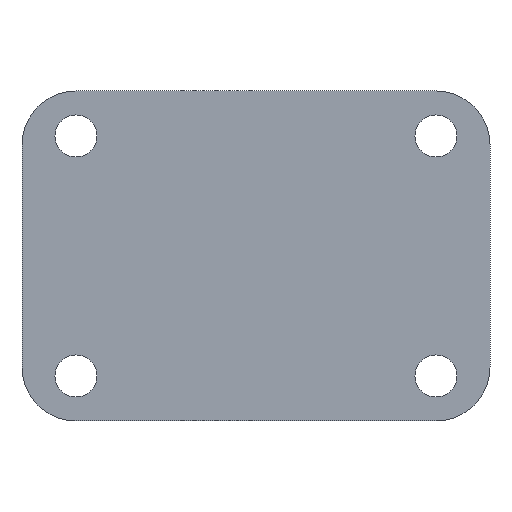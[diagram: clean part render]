
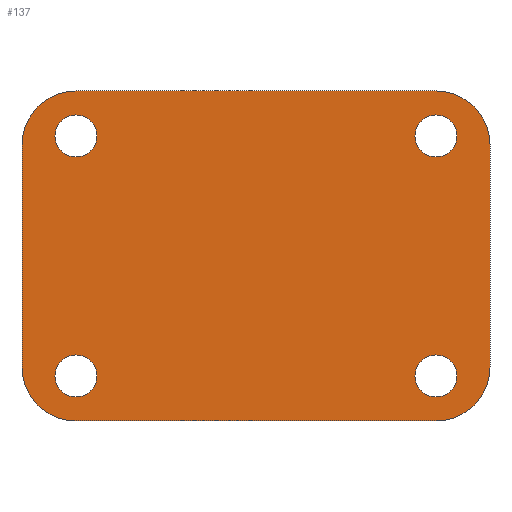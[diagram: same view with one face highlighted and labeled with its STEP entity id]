
A CAD part, front view. The second image highlights one B-rep face of the part: STEP entity #137.
In plain terms, the highlighted planar face has unit normal (0, -1, 0).
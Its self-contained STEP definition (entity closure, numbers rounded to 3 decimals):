
#137 = ADVANCED_FACE( '', ( #322, #323, #324, #325, #326 ), #327, .F. );
#322 = FACE_BOUND( '', #571, .T. );
#323 = FACE_BOUND( '', #572, .T. );
#324 = FACE_BOUND( '', #573, .T. );
#325 = FACE_BOUND( '', #574, .T. );
#326 = FACE_OUTER_BOUND( '', #575, .T. );
#327 = PLANE( '', #576 );
#571 = EDGE_LOOP( '', ( #921 ) );
#572 = EDGE_LOOP( '', ( #922 ) );
#573 = EDGE_LOOP( '', ( #923 ) );
#574 = EDGE_LOOP( '', ( #924 ) );
#575 = EDGE_LOOP( '', ( #925, #926, #927, #928, #929, #930, #931, #932 ) );
#576 = AXIS2_PLACEMENT_3D( '', #933, #934, #935 );
#921 = ORIENTED_EDGE( '', *, *, #1445, .T. );
#922 = ORIENTED_EDGE( '', *, *, #1388, .T. );
#923 = ORIENTED_EDGE( '', *, *, #1385, .T. );
#924 = ORIENTED_EDGE( '', *, *, #1451, .T. );
#925 = ORIENTED_EDGE( '', *, *, #1428, .F. );
#926 = ORIENTED_EDGE( '', *, *, #1452, .F. );
#927 = ORIENTED_EDGE( '', *, *, #1453, .F. );
#928 = ORIENTED_EDGE( '', *, *, #1454, .F. );
#929 = ORIENTED_EDGE( '', *, *, #1379, .F. );
#930 = ORIENTED_EDGE( '', *, *, #1455, .F. );
#931 = ORIENTED_EDGE( '', *, *, #1374, .F. );
#932 = ORIENTED_EDGE( '', *, *, #1456, .F. );
#933 = CARTESIAN_POINT( '', ( -30., 0., 18.5 ) );
#934 = DIRECTION( '', ( 0., 1., 0. ) );
#935 = DIRECTION( '', ( 0., 0., 1. ) );
#1374 = EDGE_CURVE( '', #1624, #1625, #1626, .T. );
#1379 = EDGE_CURVE( '', #1633, #1634, #1635, .T. );
#1385 = EDGE_CURVE( '', #1644, #1644, #1645, .T. );
#1388 = EDGE_CURVE( '', #1649, #1649, #1650, .T. );
#1428 = EDGE_CURVE( '', #1716, #1717, #1718, .T. );
#1445 = EDGE_CURVE( '', #1744, #1744, #1745, .T. );
#1451 = EDGE_CURVE( '', #1753, #1753, #1754, .T. );
#1452 = EDGE_CURVE( '', #1755, #1716, #1756, .T. );
#1453 = EDGE_CURVE( '', #1757, #1755, #1758, .T. );
#1454 = EDGE_CURVE( '', #1634, #1757, #1759, .T. );
#1455 = EDGE_CURVE( '', #1625, #1633, #1760, .T. );
#1456 = EDGE_CURVE( '', #1717, #1624, #1761, .T. );
#1624 = VERTEX_POINT( '', #2019 );
#1625 = VERTEX_POINT( '', #2020 );
#1626 = LINE( '', #2021, #2022 );
#1633 = VERTEX_POINT( '', #2032 );
#1634 = VERTEX_POINT( '', #2033 );
#1635 = LINE( '', #2034, #2035 );
#1644 = VERTEX_POINT( '', #2047 );
#1645 = CIRCLE( '', #2048, 3.5 );
#1649 = VERTEX_POINT( '', #2052 );
#1650 = CIRCLE( '', #2053, 3.5 );
#1716 = VERTEX_POINT( '', #2157 );
#1717 = VERTEX_POINT( '', #2158 );
#1718 = LINE( '', #2159, #2160 );
#1744 = VERTEX_POINT( '', #2215 );
#1745 = CIRCLE( '', #2216, 3.5 );
#1753 = VERTEX_POINT( '', #2227 );
#1754 = CIRCLE( '', #2228, 3.5 );
#1755 = VERTEX_POINT( '', #2229 );
#1756 = CIRCLE( '', #2230, 9. );
#1757 = VERTEX_POINT( '', #2231 );
#1758 = LINE( '', #2232, #2233 );
#1759 = CIRCLE( '', #2234, 9. );
#1760 = CIRCLE( '', #2235, 9. );
#1761 = CIRCLE( '', #2236, 9. );
#2019 = CARTESIAN_POINT( '', ( -30., 0., 27.5 ) );
#2020 = CARTESIAN_POINT( '', ( 30., 0., 27.5 ) );
#2021 = CARTESIAN_POINT( '', ( -30., 0., 27.5 ) );
#2022 = VECTOR( '', #2493, 1000. );
#2032 = CARTESIAN_POINT( '', ( 39., 0., 18.5 ) );
#2033 = CARTESIAN_POINT( '', ( 39., 0., -18.5 ) );
#2034 = CARTESIAN_POINT( '', ( 39., 0., 18.5 ) );
#2035 = VECTOR( '', #2497, 1000. );
#2047 = CARTESIAN_POINT( '', ( 33.5, 0., 20. ) );
#2048 = AXIS2_PLACEMENT_3D( '', #2504, #2505, #2506 );
#2052 = CARTESIAN_POINT( '', ( -26.5, 0., -20. ) );
#2053 = AXIS2_PLACEMENT_3D( '', #2510, #2511, #2512 );
#2157 = CARTESIAN_POINT( '', ( -39., 0., -18.5 ) );
#2158 = CARTESIAN_POINT( '', ( -39., 0., 18.5 ) );
#2159 = CARTESIAN_POINT( '', ( -39., 0., -18.5 ) );
#2160 = VECTOR( '', #2570, 1000. );
#2215 = CARTESIAN_POINT( '', ( -26.5, 0., 20. ) );
#2216 = AXIS2_PLACEMENT_3D( '', #2585, #2586, #2587 );
#2227 = CARTESIAN_POINT( '', ( 33.5, 0., -20. ) );
#2228 = AXIS2_PLACEMENT_3D( '', #2591, #2592, #2593 );
#2229 = CARTESIAN_POINT( '', ( -30., 0., -27.5 ) );
#2230 = AXIS2_PLACEMENT_3D( '', #2594, #2595, #2596 );
#2231 = CARTESIAN_POINT( '', ( 30., 0., -27.5 ) );
#2232 = CARTESIAN_POINT( '', ( 30., 0., -27.5 ) );
#2233 = VECTOR( '', #2597, 1000. );
#2234 = AXIS2_PLACEMENT_3D( '', #2598, #2599, #2600 );
#2235 = AXIS2_PLACEMENT_3D( '', #2601, #2602, #2603 );
#2236 = AXIS2_PLACEMENT_3D( '', #2604, #2605, #2606 );
#2493 = DIRECTION( '', ( 1., 0., 0. ) );
#2497 = DIRECTION( '', ( 0., 0., -1. ) );
#2504 = CARTESIAN_POINT( '', ( 30., 0., 20. ) );
#2505 = DIRECTION( '', ( 0., 1., 0. ) );
#2506 = DIRECTION( '', ( 1., 0., 0. ) );
#2510 = CARTESIAN_POINT( '', ( -30., 0., -20. ) );
#2511 = DIRECTION( '', ( 0., 1., 0. ) );
#2512 = DIRECTION( '', ( 1., 0., 0. ) );
#2570 = DIRECTION( '', ( 0., 0., 1. ) );
#2585 = CARTESIAN_POINT( '', ( -30., 0., 20. ) );
#2586 = DIRECTION( '', ( 0., 1., 0. ) );
#2587 = DIRECTION( '', ( 1., 0., 0. ) );
#2591 = CARTESIAN_POINT( '', ( 30., 0., -20. ) );
#2592 = DIRECTION( '', ( 0., 1., 0. ) );
#2593 = DIRECTION( '', ( 1., 0., 0. ) );
#2594 = CARTESIAN_POINT( '', ( -30., 0., -18.5 ) );
#2595 = DIRECTION( '', ( 0., 1., 0. ) );
#2596 = DIRECTION( '', ( 1., 0., 0. ) );
#2597 = DIRECTION( '', ( -1., 0., 0. ) );
#2598 = CARTESIAN_POINT( '', ( 30., 0., -18.5 ) );
#2599 = DIRECTION( '', ( 0., 1., 0. ) );
#2600 = DIRECTION( '', ( 1., 0., 0. ) );
#2601 = CARTESIAN_POINT( '', ( 30., 0., 18.5 ) );
#2602 = DIRECTION( '', ( 0., 1., 0. ) );
#2603 = DIRECTION( '', ( 1., 0., 0. ) );
#2604 = CARTESIAN_POINT( '', ( -30., 0., 18.5 ) );
#2605 = DIRECTION( '', ( 0., 1., 0. ) );
#2606 = DIRECTION( '', ( 1., 0., 0. ) );
